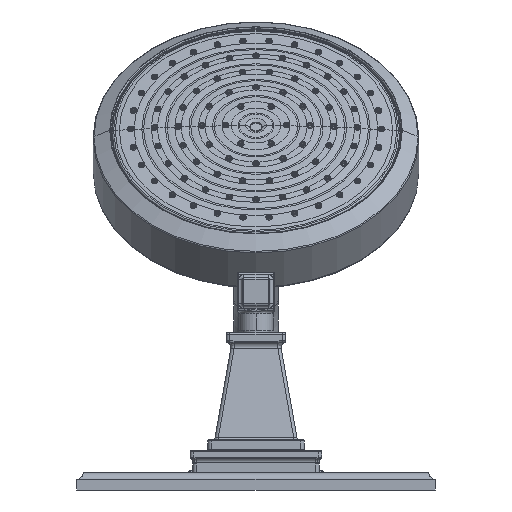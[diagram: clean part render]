
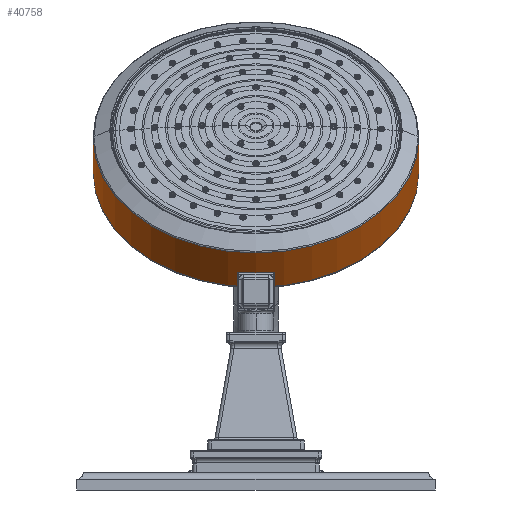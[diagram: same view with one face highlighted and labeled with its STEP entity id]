
A CAD part, front view. The second image highlights one B-rep face of the part: STEP entity #40758.
In plain terms, the highlighted cylindrical face has radius 75.057 mm (diameter 150.114 mm), a partial arc.
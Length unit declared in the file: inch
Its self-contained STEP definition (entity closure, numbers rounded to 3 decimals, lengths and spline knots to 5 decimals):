
#24856=DIRECTION('',(0.,-0.707,0.707));
#24857=VECTOR('',#24856,0.87868);
#24858=CARTESIAN_POINT('',(-2.955,9.20885,5.76603));
#24859=LINE('',#24858,#24857);
#24865=DIRECTION('',(0.,-0.707,0.707));
#24866=VECTOR('',#24865,0.87868);
#24867=CARTESIAN_POINT('',(2.955,9.20885,5.76603));
#24868=LINE('',#24867,#24866);
#24869=CARTESIAN_POINT('',(0.,8.58753,6.38735));
#24870=DIRECTION('',(0.,-0.707,0.707));
#24871=DIRECTION('',(-1.,0.,0.));
#24872=AXIS2_PLACEMENT_3D('',#24869,#24870,#24871);
#24874=CARTESIAN_POINT('',(0.,9.20885,5.76603));
#24875=DIRECTION('',(0.,-0.707,0.707));
#24876=DIRECTION('',(-1.,0.,0.));
#24877=AXIS2_PLACEMENT_3D('',#24874,#24875,#24876);
#30544=CARTESIAN_POINT('',(2.955,8.58753,6.38735));
#30545=CARTESIAN_POINT('',(-2.955,8.58753,6.38735));
#30546=VERTEX_POINT('',#30544);
#30547=VERTEX_POINT('',#30545);
#30556=CARTESIAN_POINT('',(-2.955,9.20885,5.76603));
#30557=CARTESIAN_POINT('',(2.955,9.20885,5.76603));
#30558=VERTEX_POINT('',#30556);
#30559=VERTEX_POINT('',#30557);
#40746=CARTESIAN_POINT('',(0.,8.39182,6.58305));
#40747=DIRECTION('',(0.,0.707,-0.707));
#40748=DIRECTION('',(-1.,0.,0.));
#40749=AXIS2_PLACEMENT_3D('',#40746,#40747,#40748);
#40750=CYLINDRICAL_SURFACE('',#40749,2.955);
#40751=ORIENTED_EDGE('',*,*,#40685,.T.);
#40752=ORIENTED_EDGE('',*,*,#40741,.F.);
#40754=ORIENTED_EDGE('',*,*,#40753,.F.);
#40755=ORIENTED_EDGE('',*,*,#40737,.T.);
#40756=EDGE_LOOP('',(#40751,#40752,#40754,#40755));
#40757=FACE_OUTER_BOUND('',#40756,.F.);
#40758=ADVANCED_FACE('',(#40757),#40750,.T.);
#24873=CIRCLE('',#24872,2.955);
#24878=CIRCLE('',#24877,2.955);
#40685=EDGE_CURVE('',#30547,#30546,#24873,.T.);
#40737=EDGE_CURVE('',#30558,#30547,#24859,.T.);
#40741=EDGE_CURVE('',#30559,#30546,#24868,.T.);
#40753=EDGE_CURVE('',#30558,#30559,#24878,.T.);
